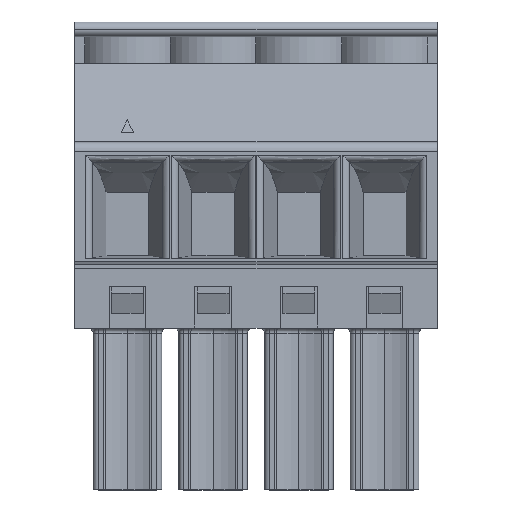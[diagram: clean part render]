
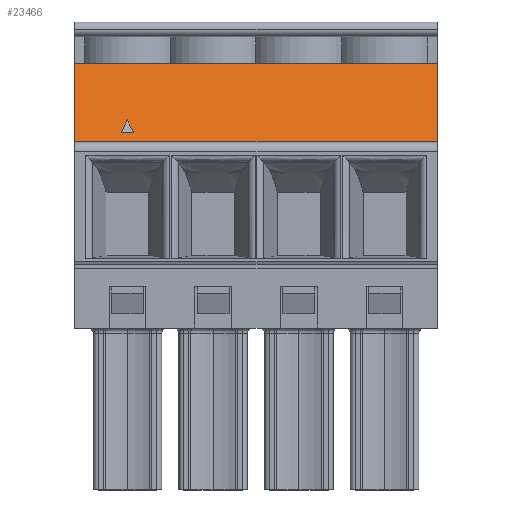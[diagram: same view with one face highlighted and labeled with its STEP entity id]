
A CAD part, top view. The second image highlights one B-rep face of the part: STEP entity #23466.
In plain terms, the highlighted planar face has unit normal (0, 0.346, 0.938).
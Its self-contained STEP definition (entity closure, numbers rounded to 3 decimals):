
#53 = ORIENTED_EDGE ( 'NONE', *, *, #22626, .F. ) ;
#119 = ORIENTED_EDGE ( 'NONE', *, *, #2633, .T. ) ;
#362 = LINE ( 'NONE', #8111, #19207 ) ;
#1210 = LINE ( 'NONE', #1939, #9168 ) ;
#1360 = EDGE_CURVE ( 'NONE', #6523, #22539, #32778, .T. ) ;
#1939 = CARTESIAN_POINT ( 'NONE',  ( 14.8, 14.2, 9. ) ) ;
#2504 = DIRECTION ( 'NONE',  ( 0., 0.346, 0.938 ) ) ;
#2534 = DIRECTION ( 'NONE',  ( 0., 0.938, -0.346 ) ) ;
#2633 = EDGE_CURVE ( 'NONE', #13812, #15572, #17399, .T. ) ;
#3589 = VERTEX_POINT ( 'NONE', #29896 ) ;
#3653 = DIRECTION ( 'NONE',  ( -1., 0., 0. ) ) ;
#3841 = ORIENTED_EDGE ( 'NONE', *, *, #13742, .F. ) ;
#4471 = CARTESIAN_POINT ( 'NONE',  ( 0., 17.4, 7.82 ) ) ;
#4660 = DIRECTION ( 'NONE',  ( 0., 0.938, -0.346 ) ) ;
#4702 = CARTESIAN_POINT ( 'NONE',  ( 0., 14.2, 9. ) ) ;
#5223 = LINE ( 'NONE', #12982, #23254 ) ;
#5307 = VECTOR ( 'NONE', #33511, 1000. ) ;
#5422 = FACE_BOUND ( 'NONE', #20779, .T. ) ;
#6523 = VERTEX_POINT ( 'NONE', #28512 ) ;
#7372 = PLANE ( 'NONE',  #8859 ) ;
#8111 = CARTESIAN_POINT ( 'NONE',  ( 0., 14.2, 9. ) ) ;
#8859 = AXIS2_PLACEMENT_3D ( 'NONE', #15901, #2504, #16430 ) ;
#9042 = VERTEX_POINT ( 'NONE', #19002 ) ;
#9168 = VECTOR ( 'NONE', #4660, 1000. ) ;
#12982 = CARTESIAN_POINT ( 'NONE',  ( 4.801, 9.799, 10.623 ) ) ;
#13742 = EDGE_CURVE ( 'NONE', #9042, #6523, #33016, .T. ) ;
#13812 = VERTEX_POINT ( 'NONE', #21845 ) ;
#13896 = DIRECTION ( 'NONE',  ( -0.425, -0.849, 0.313 ) ) ;
#15572 = VERTEX_POINT ( 'NONE', #4471 ) ;
#15901 = CARTESIAN_POINT ( 'NONE',  ( 14.8, 14.2, 9. ) ) ;
#16430 = DIRECTION ( 'NONE',  ( 0., -0.938, 0.346 ) ) ;
#17399 = LINE ( 'NONE', #28399, #32838 ) ;
#18641 = EDGE_LOOP ( 'NONE', ( #28586, #20511, #27874, #119 ) ) ;
#19002 = CARTESIAN_POINT ( 'NONE',  ( 2.15, 15.1, 8.668 ) ) ;
#19102 = CARTESIAN_POINT ( 'NONE',  ( 14.8, 14.6, 8.852 ) ) ;
#19207 = VECTOR ( 'NONE', #2534, 1000. ) ;
#19605 = CARTESIAN_POINT ( 'NONE',  ( 14.8, 14.2, 9. ) ) ;
#19771 = DIRECTION ( 'NONE',  ( -1., 0., 0. ) ) ;
#20511 = ORIENTED_EDGE ( 'NONE', *, *, #35167, .F. ) ;
#20763 = EDGE_CURVE ( 'NONE', #31490, #15572, #362, .T. ) ;
#20779 = EDGE_LOOP ( 'NONE', ( #53, #29494, #3841 ) ) ;
#21106 = FACE_OUTER_BOUND ( 'NONE', #18641, .T. ) ;
#21810 = VECTOR ( 'NONE', #19771, 1000. ) ;
#21845 = CARTESIAN_POINT ( 'NONE',  ( 14.8, 17.4, 7.82 ) ) ;
#22539 = VERTEX_POINT ( 'NONE', #25284 ) ;
#22626 = EDGE_CURVE ( 'NONE', #22539, #9042, #5223, .T. ) ;
#23254 = VECTOR ( 'NONE', #27069, 1000. ) ;
#23466 = ADVANCED_FACE ( 'NONE', ( #5422, #21106 ), #7372, .T. ) ;
#24812 = VECTOR ( 'NONE', #13896, 1000. ) ;
#25284 = CARTESIAN_POINT ( 'NONE',  ( 2.4, 14.6, 8.852 ) ) ;
#25557 = LINE ( 'NONE', #19605, #21810 ) ;
#26632 = EDGE_CURVE ( 'NONE', #3589, #13812, #1210, .T. ) ;
#27069 = DIRECTION ( 'NONE',  ( -0.425, 0.849, -0.313 ) ) ;
#27874 = ORIENTED_EDGE ( 'NONE', *, *, #26632, .T. ) ;
#28399 = CARTESIAN_POINT ( 'NONE',  ( 14.8, 17.4, 7.82 ) ) ;
#28512 = CARTESIAN_POINT ( 'NONE',  ( 1.9, 14.6, 8.852 ) ) ;
#28586 = ORIENTED_EDGE ( 'NONE', *, *, #20763, .F. ) ;
#29494 = ORIENTED_EDGE ( 'NONE', *, *, #1360, .F. ) ;
#29896 = CARTESIAN_POINT ( 'NONE',  ( 14.8, 14.2, 9. ) ) ;
#31490 = VERTEX_POINT ( 'NONE', #4702 ) ;
#32778 = LINE ( 'NONE', #19102, #5307 ) ;
#32838 = VECTOR ( 'NONE', #3653, 1000. ) ;
#33016 = LINE ( 'NONE', #35220, #24812 ) ;
#33511 = DIRECTION ( 'NONE',  ( 1., 0., 0. ) ) ;
#35167 = EDGE_CURVE ( 'NONE', #3589, #31490, #25557, .T. ) ;
#35220 = CARTESIAN_POINT ( 'NONE',  ( 4.063, 18.926, 7.257 ) ) ;
